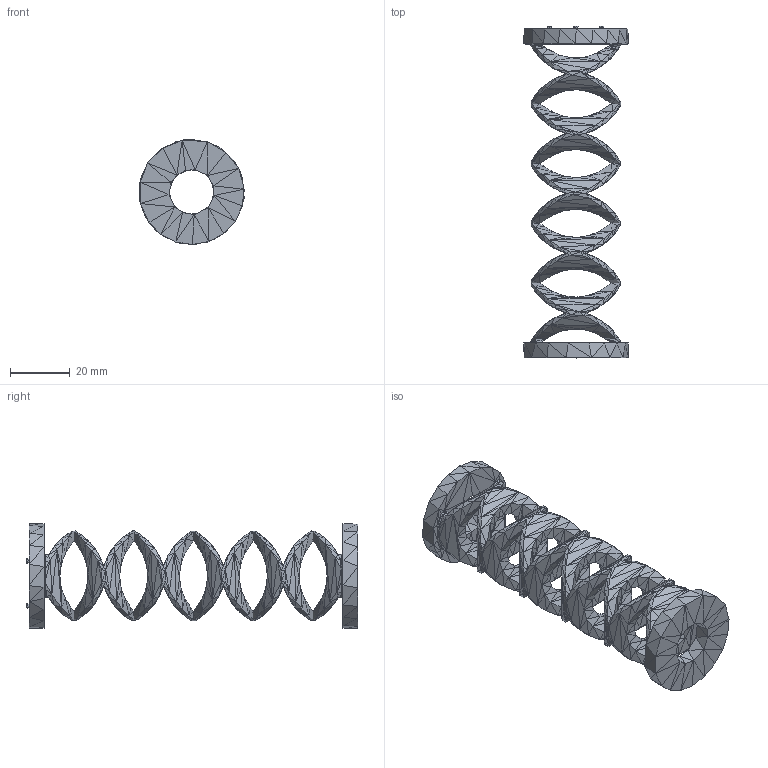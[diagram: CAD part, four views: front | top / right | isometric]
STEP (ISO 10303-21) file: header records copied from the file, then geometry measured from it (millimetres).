
FILE_DESCRIPTION(('FreeCAD Model'),'2;1');
FILE_NAME('Open CASCADE Shape Model','2025-05-30T18:55:52',('Author'),( ''),'Open CASCADE STEP processor 7.8','FreeCAD','Unknown');
FILE_SCHEMA(('AUTOMOTIVE_DESIGN { 1 0 10303 214 1 1 1 1 }'));
Length unit declared in the file: millimetre
Products named in the file (1): tdcr_reduced001 (Solid)
Bounding box: 34.91 x 111 x 35.11 mm (x, y, z)
Volume: 26494.1 mm3; surface area: 18932.8 mm2
Topology: 1 solids, 1 shells, 2472 faces, 3709 edges, 1193 vertices
Faces by surface type: plane 2472
Entity records: 48155 total; most frequent: DIRECTION 8655, ORIENTED_EDGE 7418, CARTESIAN_POINT 7375, EDGE_CURVE 3709, LINE 3709, VECTOR 3709, AXIS2_PLACEMENT_3D 2473, ADVANCED_FACE 2472
